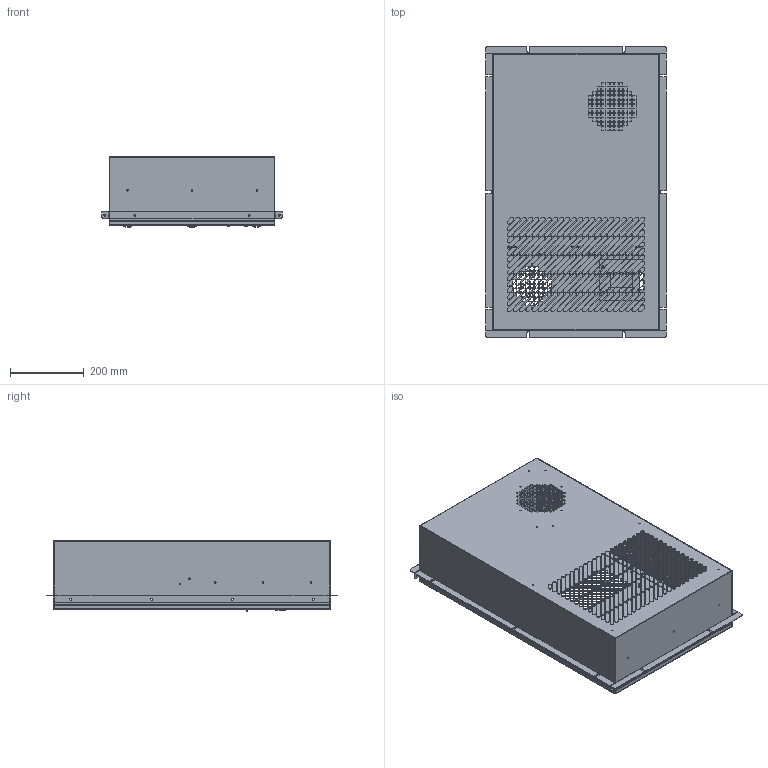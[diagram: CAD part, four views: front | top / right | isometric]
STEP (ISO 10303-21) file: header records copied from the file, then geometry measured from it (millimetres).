
FILE_DESCRIPTION (( 'STEP AP214' ), '1' );
FILE_NAME ('SAD110-2.STEP', '2024-06-24T07:05:41', ( 'Windows 蚚誧' ), ( 'Organization' ), 'SwSTEP 2.0', 'SolidWorks 2018', '' );
FILE_SCHEMA (( 'AUTOMOTIVE_DESIGN' ));
Length unit declared in the file: millimetre
Products named in the file (7): 268015; 奻狟楊擘; 諷秶; SAD110-2; 268001; 奻狟楊擘 - 萵掛; 268007
Assembly tree (8 placements, depth 2):
  SAD110-2
    268001
    268007
    268015
    諷秶
    奻狟楊擘  x2
    奻狟楊擘 - 萵掛  x2
Bounding box: 491 x 791.4 x 191.2 mm (x, y, z)
Volume: 1388198.2 mm3; surface area: 2420313.4 mm2
Topology: 11 solids, 11 shells, 2407 faces, 6620 edges, 4328 vertices
Faces by surface type: plane 1418, cylinder 905, torus 48, bspline 24, cone 12
Entity records: 77185 total; most frequent: CARTESIAN_POINT 14094, ORIENTED_EDGE 12776, DIRECTION 12764, EDGE_CURVE 6388, LINE 4488, VECTOR 4488, VERTEX_POINT 4184, AXIS2_PLACEMENT_3D 4138
